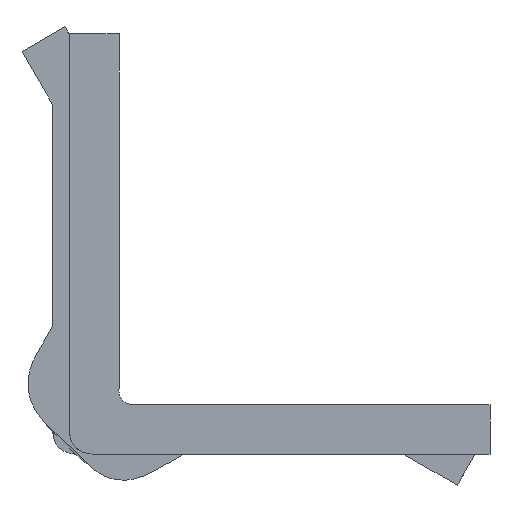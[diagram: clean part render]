
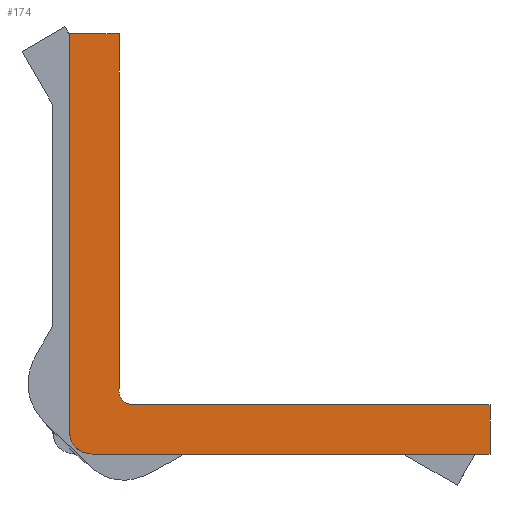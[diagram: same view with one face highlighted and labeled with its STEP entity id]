
A CAD part, front view. The second image highlights one B-rep face of the part: STEP entity #174.
In plain terms, the highlighted planar face has unit normal (0, -1, 0).
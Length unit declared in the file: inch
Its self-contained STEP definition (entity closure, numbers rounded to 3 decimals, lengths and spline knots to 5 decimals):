
#174=ADVANCED_FACE('',(#352),#353,.T.);
#352=FACE_OUTER_BOUND('',#623,.T.);
#353=PLANE('',#624);
#623=EDGE_LOOP('',(#1052,#1053,#1054,#1055,#1056,#1057,#1058,#1059));
#624=AXIS2_PLACEMENT_3D('',#1060,#1061,#1062);
#1052=ORIENTED_EDGE('',*,*,#1316,.T.);
#1053=ORIENTED_EDGE('',*,*,#1276,.T.);
#1054=ORIENTED_EDGE('',*,*,#1300,.T.);
#1055=ORIENTED_EDGE('',*,*,#1314,.T.);
#1056=ORIENTED_EDGE('',*,*,#1215,.T.);
#1057=ORIENTED_EDGE('',*,*,#1279,.T.);
#1058=ORIENTED_EDGE('',*,*,#1171,.T.);
#1059=ORIENTED_EDGE('',*,*,#1282,.T.);
#1060=CARTESIAN_POINT('',(0.51609,0.0,0.65422));
#1061=DIRECTION('',(0.0,-1.0,0.0));
#1062=DIRECTION('',(1.0,0.0,0.0));
#1171=EDGE_CURVE('',#1410,#1408,#1411,.T.);
#1215=EDGE_CURVE('',#1481,#1479,#1482,.T.);
#1276=EDGE_CURVE('',#1569,#1567,#1570,.T.);
#1279=EDGE_CURVE('',#1479,#1410,#1573,.T.);
#1282=EDGE_CURVE('',#1408,#1575,#1577,.T.);
#1300=EDGE_CURVE('',#1567,#1597,#1599,.T.);
#1314=EDGE_CURVE('',#1597,#1481,#1615,.T.);
#1316=EDGE_CURVE('',#1575,#1569,#1617,.T.);
#1408=VERTEX_POINT('',#1764);
#1410=VERTEX_POINT('',#1767);
#1411=LINE('',#1768,#1769);
#1479=VERTEX_POINT('',#1878);
#1481=VERTEX_POINT('',#1881);
#1482=B_SPLINE_CURVE_WITH_KNOTS('',2,(#1882,#1883,#1884),.UNSPECIFIED.,.F.,.F.,(3,3),(0.0,1.0),.UNSPECIFIED.);
#1567=VERTEX_POINT('',#2038);
#1569=VERTEX_POINT('',#2041);
#1570=LINE('',#2042,#2043);
#1573=LINE('',#2047,#2048);
#1575=VERTEX_POINT('',#2050);
#1577=LINE('',#2053,#2054);
#1597=VERTEX_POINT('',#2086);
#1599=LINE('',#2089,#2090);
#1615=LINE('',#2115,#2116);
#1617=B_SPLINE_CURVE_WITH_KNOTS('',2,(#2118,#2119,#2120),.UNSPECIFIED.,.F.,.F.,(3,3),(0.0,1.0),.UNSPECIFIED.);
#1764=CARTESIAN_POINT('',(-0.13805,0.0,2.125));
#1767=CARTESIAN_POINT('',(0.11195,0.0,2.125));
#1768=CARTESIAN_POINT('',(0.11195,0.0,2.125));
#1769=VECTOR('',#2156,1.0);
#1878=CARTESIAN_POINT('',(0.11195,0.0,0.33876));
#1881=CARTESIAN_POINT('',(0.19364,0.0,0.25));
#1882=CARTESIAN_POINT('',(0.19364,0.0,0.25));
#1883=CARTESIAN_POINT('',(0.10323,0.0,0.25));
#1884=CARTESIAN_POINT('',(0.11195,0.0,0.33876));
#2038=CARTESIAN_POINT('',(1.98694,0.0,0.));
#2041=CARTESIAN_POINT('',(0.0,0.0,0.));
#2042=CARTESIAN_POINT('',(0.0,0.0,0.));
#2043=VECTOR('',#2221,1.0);
#2047=CARTESIAN_POINT('',(0.11195,0.0,0.33876));
#2048=VECTOR('',#2223,1.0);
#2050=CARTESIAN_POINT('',(-0.13805,0.0,0.14149));
#2053=CARTESIAN_POINT('',(-0.13805,0.0,2.125));
#2054=VECTOR('',#2225,1.0);
#2086=CARTESIAN_POINT('',(1.98694,0.0,0.25));
#2089=CARTESIAN_POINT('',(1.98694,0.0,0.));
#2090=VECTOR('',#2236,1.0);
#2115=CARTESIAN_POINT('',(1.98694,0.0,0.25));
#2116=VECTOR('',#2243,1.0);
#2118=CARTESIAN_POINT('',(-0.13805,0.0,0.14149));
#2119=CARTESIAN_POINT('',(-0.14844,0.0,0.));
#2120=CARTESIAN_POINT('',(0.0,0.0,0.));
#2156=DIRECTION('',(-1.0,0.0,0.0));
#2221=DIRECTION('',(1.0,0.0,0.0));
#2223=DIRECTION('',(0.0,0.0,1.0));
#2225=DIRECTION('',(0.0,0.0,-1.0));
#2236=DIRECTION('',(0.0,0.0,1.0));
#2243=DIRECTION('',(-1.0,0.0,0.0));
